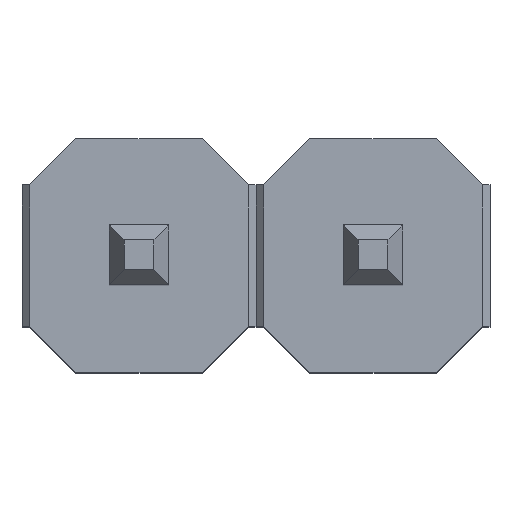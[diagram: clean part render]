
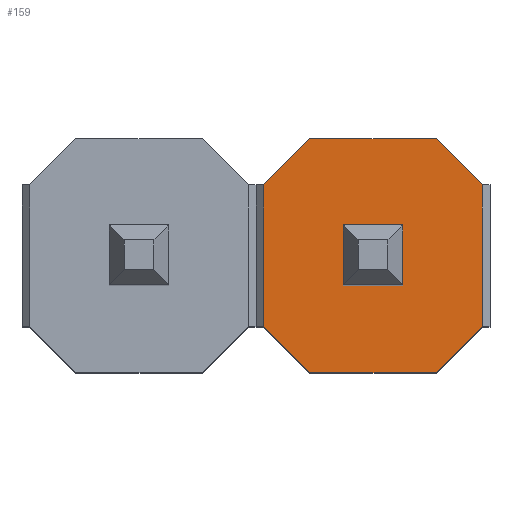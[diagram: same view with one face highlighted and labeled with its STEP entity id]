
A CAD part, top view. The second image highlights one B-rep face of the part: STEP entity #159.
In plain terms, the highlighted planar face has unit normal (0, 0, 1).
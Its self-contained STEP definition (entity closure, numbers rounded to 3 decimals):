
#159=ADVANCED_FACE('',(#753),#755,.T.);
#753=FACE_BOUND('',#754,.T.);
#754=EDGE_LOOP('',(#1206,#1207,#1208,#1209,#1210,#1211,#1212,#1213));
#755=PLANE('',#756);
#756=AXIS2_PLACEMENT_3D('',#757,#758,#759);
#757=CARTESIAN_POINT('',(2.54,0.,2.5));
#758=DIRECTION('',(0.,0.,1.));
#759=DIRECTION('',(1.,0.,0.));
#1206=ORIENTED_EDGE('',*,*,#1490,.T.);
#1207=ORIENTED_EDGE('',*,*,#1479,.T.);
#1208=ORIENTED_EDGE('',*,*,#1491,.T.);
#1209=ORIENTED_EDGE('',*,*,#1473,.T.);
#1210=ORIENTED_EDGE('',*,*,#1492,.T.);
#1211=ORIENTED_EDGE('',*,*,#1461,.T.);
#1212=ORIENTED_EDGE('',*,*,#1493,.T.);
#1213=ORIENTED_EDGE('',*,*,#1488,.T.);
#1461=EDGE_CURVE('',#1611,#1609,#1612,.T.);
#1473=EDGE_CURVE('',#1631,#1626,#1632,.T.);
#1479=EDGE_CURVE('',#1643,#1641,#1644,.T.);
#1488=EDGE_CURVE('',#1657,#1655,#1658,.T.);
#1490=EDGE_CURVE('',#1655,#1643,#1660,.F.);
#1491=EDGE_CURVE('',#1641,#1631,#1661,.T.);
#1492=EDGE_CURVE('',#1626,#1611,#1662,.F.);
#1493=EDGE_CURVE('',#1609,#1657,#1663,.T.);
#1609=VERTEX_POINT('',#1843);
#1611=VERTEX_POINT('',#1847);
#1612=LINE('',#1848,#1849);
#1626=VERTEX_POINT('',#1880);
#1631=VERTEX_POINT('',#1891);
#1632=LINE('',#1892,#1893);
#1641=VERTEX_POINT('',#1911);
#1643=VERTEX_POINT('',#1915);
#1644=LINE('',#1916,#1917);
#1655=VERTEX_POINT('',#1943);
#1657=VERTEX_POINT('',#1947);
#1658=LINE('',#1948,#1949);
#1660=LINE('',#1954,#1955);
#1661=LINE('',#1957,#1958);
#1662=LINE('',#1960,#1961);
#1663=LINE('',#1963,#1964);
#1843=CARTESIAN_POINT('',(3.225,1.27,2.5));
#1847=CARTESIAN_POINT('',(3.725,0.77,2.5));
#1848=CARTESIAN_POINT('',(3.725,0.77,2.5));
#1849=VECTOR('',#1850,1.);
#1850=DIRECTION('',(-0.707,0.707,0.));
#1880=CARTESIAN_POINT('',(3.725,-0.77,2.5));
#1891=CARTESIAN_POINT('',(3.225,-1.27,2.5));
#1892=CARTESIAN_POINT('',(3.225,-1.27,2.5));
#1893=VECTOR('',#1894,1.);
#1894=DIRECTION('',(0.707,0.707,0.));
#1911=CARTESIAN_POINT('',(1.855,-1.27,2.5));
#1915=CARTESIAN_POINT('',(1.355,-0.77,2.5));
#1916=CARTESIAN_POINT('',(1.355,-0.77,2.5));
#1917=VECTOR('',#1918,1.);
#1918=DIRECTION('',(0.707,-0.707,0.));
#1943=CARTESIAN_POINT('',(1.355,0.77,2.5));
#1947=CARTESIAN_POINT('',(1.855,1.27,2.5));
#1948=CARTESIAN_POINT('',(1.855,1.27,2.5));
#1949=VECTOR('',#1950,1.);
#1950=DIRECTION('',(-0.707,-0.707,0.));
#1954=CARTESIAN_POINT('',(1.355,-0.77,2.5));
#1955=VECTOR('',#1956,1.);
#1956=DIRECTION('',(0.,1.,0.));
#1957=CARTESIAN_POINT('',(1.855,-1.27,2.5));
#1958=VECTOR('',#1959,1.);
#1959=DIRECTION('',(1.,0.,0.));
#1960=CARTESIAN_POINT('',(3.725,0.77,2.5));
#1961=VECTOR('',#1962,1.);
#1962=DIRECTION('',(0.,-1.,0.));
#1963=CARTESIAN_POINT('',(3.225,1.27,2.5));
#1964=VECTOR('',#1965,1.);
#1965=DIRECTION('',(-1.,0.,0.));
